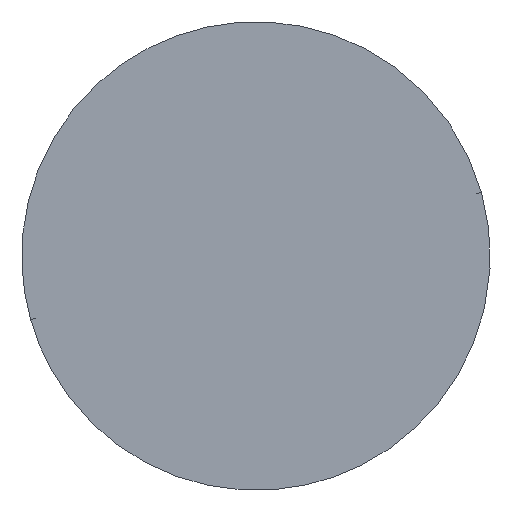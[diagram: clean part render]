
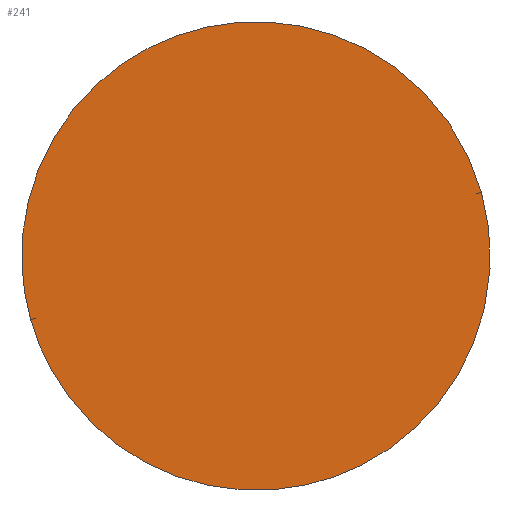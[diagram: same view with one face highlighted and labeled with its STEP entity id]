
A CAD part, top view. The second image highlights one B-rep face of the part: STEP entity #241.
In plain terms, the highlighted planar face has unit normal (0, 0, 1).
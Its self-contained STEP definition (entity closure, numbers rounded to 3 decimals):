
#91=B_SPLINE_CURVE_WITH_KNOTS($,3,(#7052,#7053,#7054,#7055,#7056,#7057,#7058,
#7059,#7060,#7061,#7062,#7063,#7064,#7065,#7066,#7067,#7068,#7069,#7070,
#7071,#7072,#7073,#7074,#7075,#7076,#7077,#7078,#7079,#7080,#7081,#7082,
#7083,#7084,#7085,#7086,#7087,#7088,#7089,#7090,#7091,#7092,#7093,#7094,
#7095,#7096,#7097,#7098,#7099,#7100,#7101,#7102,#7103,#7104,#7105,#7106,
#7107,#7108,#7109,#7110,#7111,#7112,#7113,#7114,#7115,#7116,#7117,#7118,
#7119,#7120,#7121,#7122,#7123,#7124),.UNSPECIFIED.,.F.,.F.,(4,2,1,2,2,1,
2,2,2,2,2,2,2,2,2,2,1,1,2,2,2,1,1,2,2,1,2,2,2,2,2,2,2,2,2,2,1,1,2,2,4),(0.,
0.016,0.023,0.027,0.031,
0.047,0.055,0.062,0.078,
0.094,0.125,0.141,0.156,
0.172,0.18,0.187,0.203,
0.211,0.215,0.219,0.25,
0.266,0.273,0.277,0.281,
0.297,0.305,0.312,0.328,
0.344,0.375,0.391,0.406,
0.422,0.43,0.437,0.453,
0.461,0.465,0.469,0.5),.UNSPECIFIED.);
#241=ADVANCED_FACE($,(#377),#2000,.T.);
#377=FACE_OUTER_BOUND($,#515,.T.);
#515=EDGE_LOOP($,(#1289,#1290));
#1289=ORIENTED_EDGE($,*,*,#1706,.T.);
#1290=ORIENTED_EDGE($,*,*,#1707,.F.);
#1706=EDGE_CURVE($,#1984,#1986,#91,.T.);
#1707=EDGE_CURVE($,#1984,#1986,#2503,.T.);
#1984=VERTEX_POINT($,#7178);
#1986=VERTEX_POINT($,#7180);
#2000=PLANE($,#2606);
#2503=(
BOUNDED_CURVE()
B_SPLINE_CURVE(2,(#7125,#7126,#7127,#7128,#7129),.UNSPECIFIED.,.F.,.F.)
B_SPLINE_CURVE_WITH_KNOTS((3,2,3),(-1.,-0.75,-0.5),.UNSPECIFIED.)
CURVE()
GEOMETRIC_REPRESENTATION_ITEM()
RATIONAL_B_SPLINE_CURVE((1.,0.707,1.,0.707,1.))
REPRESENTATION_ITEM($)
);
#2606=AXIS2_PLACEMENT_3D($,#7156,#2631,$);
#2631=DIRECTION($,(0.,0.,1.));
#7052=CARTESIAN_POINT($,(72.166,20.421,0.));
#7053=CARTESIAN_POINT($,(71.542,22.628,0.));
#7054=CARTESIAN_POINT($,(70.819,24.798,0.));
#7055=CARTESIAN_POINT($,(69.589,27.995,0.));
#7056=CARTESIAN_POINT($,(68.938,29.58,0.));
#7057=CARTESIAN_POINT($,(68.231,31.143,0.));
#7058=CARTESIAN_POINT($,(67.747,32.181,0.));
#7059=CARTESIAN_POINT($,(67.515,32.667,0.));
#7060=CARTESIAN_POINT($,(66.169,35.392,0.));
#7061=CARTESIAN_POINT($,(64.403,38.57,0.));
#7062=CARTESIAN_POINT($,(62.412,41.609,0.));
#7063=CARTESIAN_POINT($,(61.035,43.603,0.));
#7064=CARTESIAN_POINT($,(60.352,44.545,0.));
#7065=CARTESIAN_POINT($,(58.044,47.564,0.));
#7066=CARTESIAN_POINT($,(56.411,49.491,0.));
#7067=CARTESIAN_POINT($,(52.96,53.167,0.));
#7068=CARTESIAN_POINT($,(51.181,54.883,0.));
#7069=CARTESIAN_POINT($,(45.323,59.98,0.));
#7070=CARTESIAN_POINT($,(41.109,62.943,0.));
#7071=CARTESIAN_POINT($,(34.33,66.732,0.));
#7072=CARTESIAN_POINT($,(32.018,67.872,0.));
#7073=CARTESIAN_POINT($,(27.287,69.909,0.));
#7074=CARTESIAN_POINT($,(24.816,70.821,0.));
#7075=CARTESIAN_POINT($,(19.98,72.334,0.));
#7076=CARTESIAN_POINT($,(17.535,72.966,0.));
#7077=CARTESIAN_POINT($,(13.83,73.726,0.));
#7078=CARTESIAN_POINT($,(12.588,73.948,0.));
#7079=CARTESIAN_POINT($,(10.092,74.329,0.));
#7080=CARTESIAN_POINT($,(8.787,74.493,0.));
#7081=CARTESIAN_POINT($,(5.157,74.862,0.));
#7082=CARTESIAN_POINT($,(1.527,75.054,0.));
#7083=CARTESIAN_POINT($,(-2.71,74.969,0.));
#7084=CARTESIAN_POINT($,(-4.526,74.866,0.));
#7085=CARTESIAN_POINT($,(-5.737,74.783,0.));
#7086=CARTESIAN_POINT($,(-6.378,74.731,0.));
#7087=CARTESIAN_POINT($,(-11.515,74.253,0.));
#7088=CARTESIAN_POINT($,(-16.008,73.415,0.));
#7089=CARTESIAN_POINT($,(-22.628,71.542,0.));
#7090=CARTESIAN_POINT($,(-25.882,70.459,0.));
#7091=CARTESIAN_POINT($,(-29.579,68.938,0.));
#7092=CARTESIAN_POINT($,(-31.143,68.231,0.));
#7093=CARTESIAN_POINT($,(-32.181,67.747,0.));
#7094=CARTESIAN_POINT($,(-32.667,67.515,0.));
#7095=CARTESIAN_POINT($,(-35.392,66.169,0.));
#7096=CARTESIAN_POINT($,(-38.57,64.403,0.));
#7097=CARTESIAN_POINT($,(-41.609,62.412,0.));
#7098=CARTESIAN_POINT($,(-43.603,61.035,0.));
#7099=CARTESIAN_POINT($,(-44.545,60.352,0.));
#7100=CARTESIAN_POINT($,(-47.564,58.044,0.));
#7101=CARTESIAN_POINT($,(-49.491,56.411,0.));
#7102=CARTESIAN_POINT($,(-53.167,52.96,0.));
#7103=CARTESIAN_POINT($,(-54.883,51.181,0.));
#7104=CARTESIAN_POINT($,(-59.98,45.323,0.));
#7105=CARTESIAN_POINT($,(-62.943,41.109,0.));
#7106=CARTESIAN_POINT($,(-66.732,34.33,0.));
#7107=CARTESIAN_POINT($,(-67.872,32.018,0.));
#7108=CARTESIAN_POINT($,(-69.909,27.287,0.));
#7109=CARTESIAN_POINT($,(-70.821,24.816,0.));
#7110=CARTESIAN_POINT($,(-72.334,19.98,0.));
#7111=CARTESIAN_POINT($,(-72.966,17.535,0.));
#7112=CARTESIAN_POINT($,(-73.726,13.83,0.));
#7113=CARTESIAN_POINT($,(-73.948,12.588,0.));
#7114=CARTESIAN_POINT($,(-74.329,10.092,0.));
#7115=CARTESIAN_POINT($,(-74.493,8.787,0.));
#7116=CARTESIAN_POINT($,(-74.862,5.157,0.));
#7117=CARTESIAN_POINT($,(-75.054,1.527,0.));
#7118=CARTESIAN_POINT($,(-74.969,-2.71,0.));
#7119=CARTESIAN_POINT($,(-74.866,-4.526,0.));
#7120=CARTESIAN_POINT($,(-74.783,-5.737,0.));
#7121=CARTESIAN_POINT($,(-74.731,-6.378,0.));
#7122=CARTESIAN_POINT($,(-74.253,-11.515,0.));
#7123=CARTESIAN_POINT($,(-73.415,-16.008,0.));
#7124=CARTESIAN_POINT($,(-72.166,-20.421,0.));
#7125=CARTESIAN_POINT($,(72.166,20.421,0.));
#7126=CARTESIAN_POINT($,(92.587,-51.745,0.));
#7127=CARTESIAN_POINT($,(20.421,-72.166,0.));
#7128=CARTESIAN_POINT($,(-51.745,-92.587,0.));
#7129=CARTESIAN_POINT($,(-72.166,-20.421,0.));
#7156=CARTESIAN_POINT($,(76.5,75.005,0.));
#7178=CARTESIAN_POINT($,(72.166,20.421,0.));
#7180=CARTESIAN_POINT($,(-72.166,-20.421,0.));
